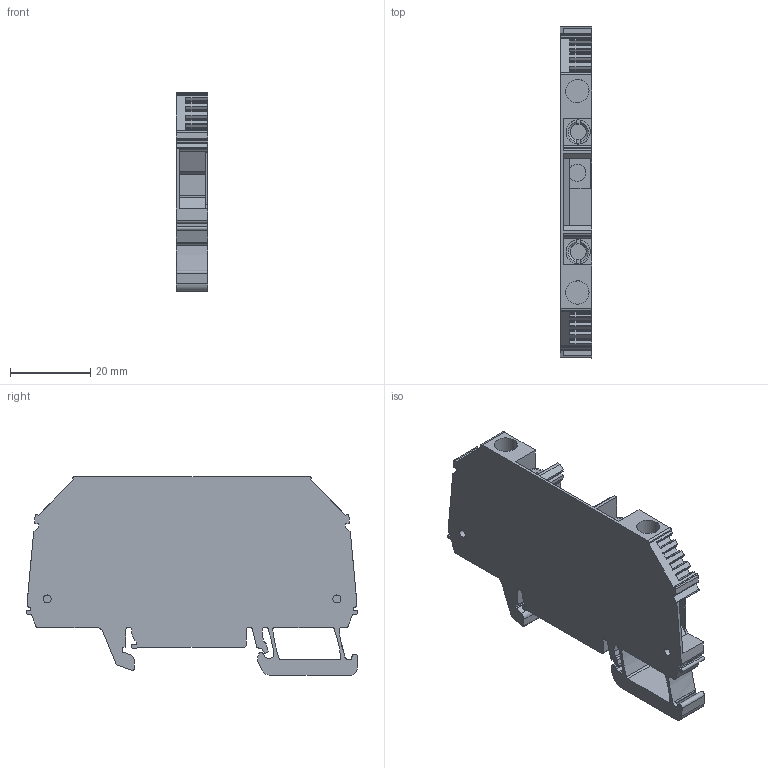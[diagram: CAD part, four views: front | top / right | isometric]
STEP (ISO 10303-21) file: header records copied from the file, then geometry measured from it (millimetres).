
FILE_DESCRIPTION(('CATIA V5 STEP Exchange','CAx-IF Rec.Pracs.--- Model Styling and Organization---1.4--- 2014-01-23'),'2;1');
FILE_NAME ('D1449531_0_1161690000_1161690000.stp','2020-02-21T07:43:03+00:00',('none'),('Weidmueller'),'CATIA Version 5-6 Release 2016 SP3 HF44','CATIA V5 STEP AP214','none');
FILE_SCHEMA(('AUTOMOTIVE_DESIGN { 1 0 10303 214 1 1 1 1 }'));
Length unit declared in the file: millimetre
Products named in the file (1): 1161690000_WTL_6_SL
Bounding box: 7.9 x 82.7 x 49.55 mm (x, y, z)
Volume: 19618.2 mm3; surface area: 12184.5 mm2
Topology: 4 solids, 4 shells, 421 faces, 1235 edges, 828 vertices
Faces by surface type: plane 281, cylinder 130, cone 8, extrusion 2
Entity records: 13333 total; most frequent: ORIENTED_EDGE 2470, CARTESIAN_POINT 2459, DIRECTION 1883, EDGE_CURVE 1235, VECTOR 941, LINE 939, VERTEX_POINT 828, AXIS2_PLACEMENT_3D 614
